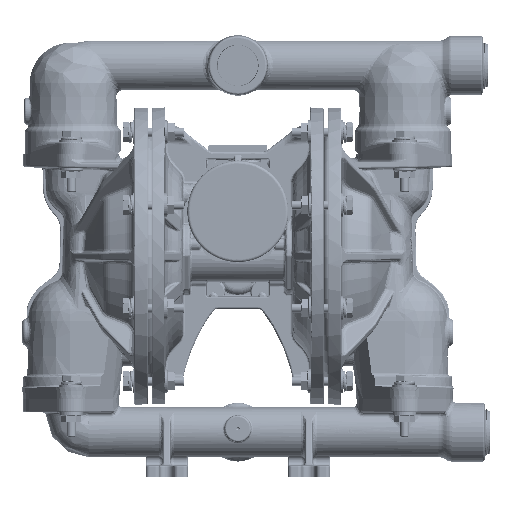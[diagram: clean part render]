
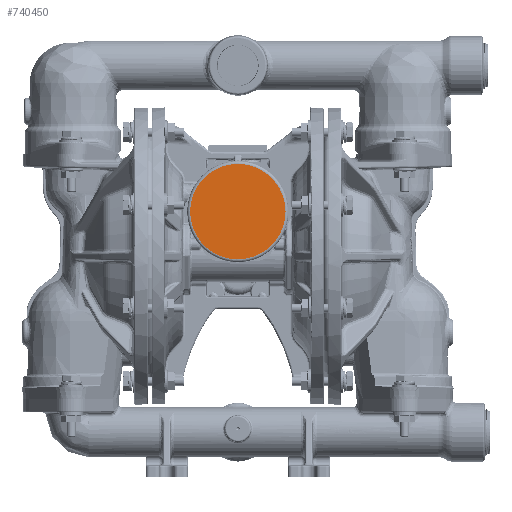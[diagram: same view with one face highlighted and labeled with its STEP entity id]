
A CAD part, front view. The second image highlights one B-rep face of the part: STEP entity #740450.
In plain terms, the highlighted planar face has unit normal (0, -1, 0).
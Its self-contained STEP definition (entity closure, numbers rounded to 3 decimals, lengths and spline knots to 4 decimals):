
#735587=CARTESIAN_POINT('',(0.,-4.9293,1.266));
#735588=DIRECTION('',(0.,1.,0.));
#735589=DIRECTION('',(1.,0.,0.));
#735590=AXIS2_PLACEMENT_3D('',#735587,#735588,#735589);
#735592=CARTESIAN_POINT('',(0.,-4.9293,1.266));
#735593=DIRECTION('',(0.,1.,0.));
#735594=DIRECTION('',(-1.,0.,0.));
#735595=AXIS2_PLACEMENT_3D('',#735592,#735593,#735594);
#736071=CARTESIAN_POINT('',(1.342,-4.9293,1.266));
#736072=CARTESIAN_POINT('',(-1.342,-4.9293,1.266));
#736073=VERTEX_POINT('',#736071);
#736074=VERTEX_POINT('',#736072);
#740441=CARTESIAN_POINT('',(0.,-4.9293,1.266));
#740442=DIRECTION('',(0.,1.,0.));
#740443=DIRECTION('',(1.,0.,0.));
#740444=AXIS2_PLACEMENT_3D('',#740441,#740442,#740443);
#740445=PLANE('',#740444);
#740446=ORIENTED_EDGE('',*,*,#739478,.T.);
#740447=ORIENTED_EDGE('',*,*,#739577,.T.);
#740448=EDGE_LOOP('',(#740446,#740447));
#740449=FACE_OUTER_BOUND('',#740448,.F.);
#740450=ADVANCED_FACE('',(#740449),#740445,.F.);
#735591=CIRCLE('',#735590,1.342);
#735596=CIRCLE('',#735595,1.342);
#739478=EDGE_CURVE('',#736073,#736074,#735591,.T.);
#739577=EDGE_CURVE('',#736074,#736073,#735596,.T.);
